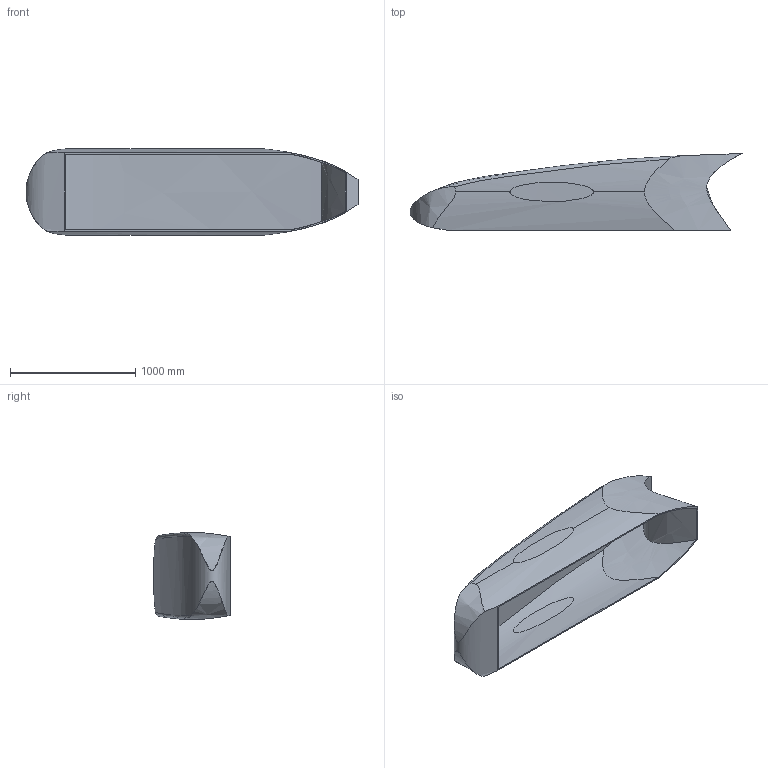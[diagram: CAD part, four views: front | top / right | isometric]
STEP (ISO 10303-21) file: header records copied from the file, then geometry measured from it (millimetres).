
FILE_DESCRIPTION (( 'STEP AP214' ), '1' );
FILE_NAME ('bolha caixão NOVA 7.0.STEP', '2024-03-11T20:51:10', ( '' ), ( '' ), 'SwSTEP 2.0', 'SolidWorks 2022', '' );
FILE_SCHEMA (( 'AUTOMOTIVE_DESIGN' ));
Length unit declared in the file: millimetre
Products named in the file (1): bolha caixão NOVA 7.0
Bounding box: 2653.81 x 615.76 x 694.64 mm (x, y, z)
Volume: 45342232.1 mm3; surface area: 9138000.9 mm2
Topology: 1 solids, 1 shells, 30 faces, 79 edges, 54 vertices
Faces by surface type: bspline 18, cylinder 6, plane 6
Entity records: 4579 total; most frequent: CARTESIAN_POINT 3970, ORIENTED_EDGE 158, EDGE_CURVE 79, B_SPLINE_CURVE_WITH_KNOTS 54, VERTEX_POINT 54, DIRECTION 47, EDGE_LOOP 33, FACE_OUTER_BOUND 30
